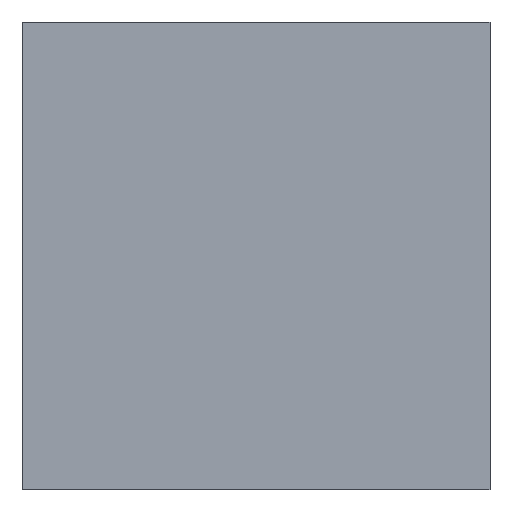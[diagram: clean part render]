
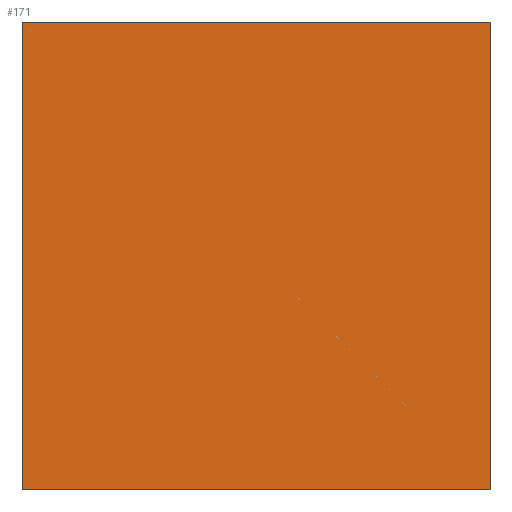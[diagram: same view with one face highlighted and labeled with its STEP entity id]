
A CAD part, front view. The second image highlights one B-rep face of the part: STEP entity #171.
In plain terms, the highlighted planar face has unit normal (0, -1, 0).
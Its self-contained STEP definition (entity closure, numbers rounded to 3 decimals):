
#2 = CARTESIAN_POINT ( 'NONE',  ( 35.355, -35.355, 35.355 ) ) ;
#4 = DIRECTION ( 'NONE',  ( 1., 0., 0. ) ) ;
#13 = VECTOR ( 'NONE', #96, 1000. ) ;
#15 = FACE_OUTER_BOUND ( 'NONE', #106, .T. ) ;
#30 = DIRECTION ( 'NONE',  ( 0., -1., 0. ) ) ;
#32 = DIRECTION ( 'NONE',  ( 0., 0., 1. ) ) ;
#33 = VECTOR ( 'NONE', #142, 1000. ) ;
#40 = ORIENTED_EDGE ( 'NONE', *, *, #91, .F. ) ;
#45 = CARTESIAN_POINT ( 'NONE',  ( -35.355, -35.355, 35.355 ) ) ;
#46 = VERTEX_POINT ( 'NONE', #200 ) ;
#49 = CARTESIAN_POINT ( 'NONE',  ( 35.355, -35.355, -35.355 ) ) ;
#50 = VECTOR ( 'NONE', #32, 1000. ) ;
#52 = CARTESIAN_POINT ( 'NONE',  ( -35.355, -35.355, -35.355 ) ) ;
#59 = ORIENTED_EDGE ( 'NONE', *, *, #126, .T. ) ;
#62 = LINE ( 'NONE', #79, #33 ) ;
#64 = CARTESIAN_POINT ( 'NONE',  ( -35.355, -35.355, -35.355 ) ) ;
#71 = CARTESIAN_POINT ( 'NONE',  ( -35.355, -35.355, -35.355 ) ) ;
#79 = CARTESIAN_POINT ( 'NONE',  ( -35.355, -35.355, -35.355 ) ) ;
#81 = LINE ( 'NONE', #64, #86 ) ;
#86 = VECTOR ( 'NONE', #4, 1000. ) ;
#91 = EDGE_CURVE ( 'NONE', #46, #195, #186, .T. ) ;
#96 = DIRECTION ( 'NONE',  ( 1., 0., 0. ) ) ;
#97 = PLANE ( 'NONE',  #131 ) ;
#99 = VERTEX_POINT ( 'NONE', #71 ) ;
#104 = ORIENTED_EDGE ( 'NONE', *, *, #192, .T. ) ;
#106 = EDGE_LOOP ( 'NONE', ( #104, #40, #168, #59 ) ) ;
#119 = VERTEX_POINT ( 'NONE', #49 ) ;
#126 = EDGE_CURVE ( 'NONE', #99, #119, #81, .T. ) ;
#129 = DIRECTION ( 'NONE',  ( 0., 0., -1. ) ) ;
#131 = AXIS2_PLACEMENT_3D ( 'NONE', #52, #30, #129 ) ;
#142 = DIRECTION ( 'NONE',  ( 0., 0., 1. ) ) ;
#144 = CARTESIAN_POINT ( 'NONE',  ( 35.355, -35.355, -35.355 ) ) ;
#149 = EDGE_CURVE ( 'NONE', #99, #46, #62, .T. ) ;
#168 = ORIENTED_EDGE ( 'NONE', *, *, #149, .F. ) ;
#171 = ADVANCED_FACE ( 'NONE', ( #15 ), #97, .T. ) ;
#174 = LINE ( 'NONE', #144, #50 ) ;
#186 = LINE ( 'NONE', #45, #13 ) ;
#192 = EDGE_CURVE ( 'NONE', #119, #195, #174, .T. ) ;
#195 = VERTEX_POINT ( 'NONE', #2 ) ;
#200 = CARTESIAN_POINT ( 'NONE',  ( -35.355, -35.355, 35.355 ) ) ;
